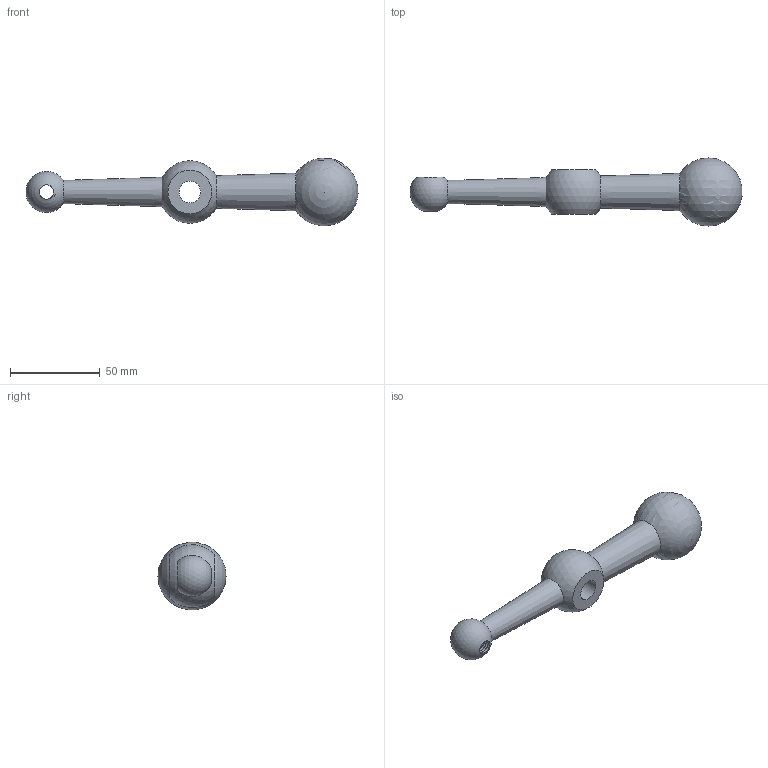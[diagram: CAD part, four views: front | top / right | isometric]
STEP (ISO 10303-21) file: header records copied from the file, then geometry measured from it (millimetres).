
FILE_DESCRIPTION(/* description */ (''),/* implementation_level */ '2;1');
FILE_NAME(/* name */ 'TH80_N.dxf',/* time_stamp */ '2012-11-23T18:09:20+08:00',/* author */ (''),/* organization */ (''),/* preprocessor_version */ 'ST-DEVELOPER v9',/* originating_system */ 'UGS - NX 4.0',/* authorisation */ '');
FILE_SCHEMA (('CONFIG_CONTROL_DESIGN'));
Length unit declared in the file: millimetre
Products named in the file (1): AdmiC7EExqvc
Bounding box: 185.28 x 38 x 37.67 mm (x, y, z)
Volume: 71954.8 mm3; surface area: 15602.6 mm2
Topology: 1 solids, 1 shells, 14 faces, 33 edges, 22 vertices
Faces by surface type: plane 4, sphere 3, cylinder 3, cone 2, bspline 2
Full cylindrical faces by diameter (mm): 12 x1
Entity records: 2735 total; most frequent: CARTESIAN_POINT 2370, DIRECTION 54, ORIENTED_EDGE 48, AXIS2_PLACEMENT_3D 26, EDGE_LOOP 25, EDGE_CURVE 24, VERTEX_POINT 19, ADVANCED_FACE 14
